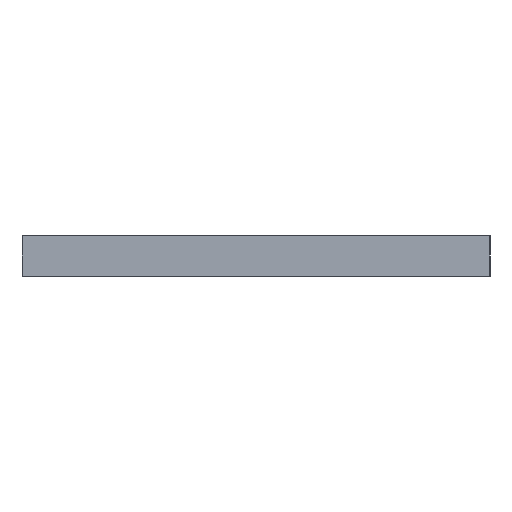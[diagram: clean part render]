
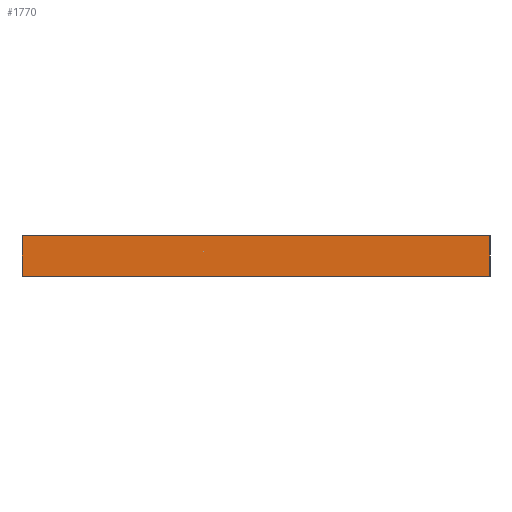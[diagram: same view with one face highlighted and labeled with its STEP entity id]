
A CAD part, left-side view. The second image highlights one B-rep face of the part: STEP entity #1770.
In plain terms, the highlighted planar face has unit normal (-1, 0, 0).
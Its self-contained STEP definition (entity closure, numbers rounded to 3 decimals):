
#40=CARTESIAN_POINT('Vertex',(79.,0.,6.)) ;
#56=CARTESIAN_POINT('Vertex',(79.,0.,0.)) ;
#59=CARTESIAN_POINT('Line Origine',(79.,0.,3.)) ;
#1727=CARTESIAN_POINT('Vertex',(79.,-70.,6.)) ;
#1730=CARTESIAN_POINT('Line Origine',(79.,-70.,3.)) ;
#1734=CARTESIAN_POINT('Vertex',(79.,-70.,0.)) ;
#1749=CARTESIAN_POINT('Axis2P3D Location',(79.,-70.,0.)) ;
#1754=CARTESIAN_POINT('Line Origine',(79.,-35.,6.)) ;
#1759=CARTESIAN_POINT('Line Origine',(79.,-35.,0.)) ;
#61=VECTOR('Line Direction',#60,1.) ;
#1732=VECTOR('Line Direction',#1731,1.) ;
#1756=VECTOR('Line Direction',#1755,1.) ;
#1761=VECTOR('Line Direction',#1760,1.) ;
#60=DIRECTION('Vector Direction',(0.,0.,1.)) ;
#1731=DIRECTION('Vector Direction',(0.,0.,1.)) ;
#1750=DIRECTION('Axis2P3D Direction',(1.,0.,0.)) ;
#1751=DIRECTION('Axis2P3D XDirection',(0.,1.,0.)) ;
#1755=DIRECTION('Vector Direction',(0.,1.,0.)) ;
#1760=DIRECTION('Vector Direction',(0.,1.,0.)) ;
#1752=AXIS2_PLACEMENT_3D('Plane Axis2P3D',#1749,#1750,#1751) ;
#62=LINE('Line',#59,#61) ;
#1733=LINE('Line',#1730,#1732) ;
#1757=LINE('Line',#1754,#1756) ;
#1762=LINE('Line',#1759,#1761) ;
#1753=PLANE('',#1752) ;
#63=EDGE_CURVE('',#57,#41,#62,.T.) ;
#1736=EDGE_CURVE('',#1735,#1728,#1733,.T.) ;
#1758=EDGE_CURVE('',#1728,#41,#1757,.T.) ;
#1763=EDGE_CURVE('',#1735,#57,#1762,.T.) ;
#1765=ORIENTED_EDGE('',*,*,#1758,.T.) ;
#1766=ORIENTED_EDGE('',*,*,#63,.F.) ;
#1767=ORIENTED_EDGE('',*,*,#1763,.F.) ;
#1768=ORIENTED_EDGE('',*,*,#1736,.T.) ;
#1764=EDGE_LOOP('',(#1765,#1766,#1767,#1768)) ;
#41=VERTEX_POINT('',#40) ;
#57=VERTEX_POINT('',#56) ;
#1728=VERTEX_POINT('',#1727) ;
#1735=VERTEX_POINT('',#1734) ;
#1770=ADVANCED_FACE('PartBody',(#1769),#1753,.F.) ;
#1769=FACE_OUTER_BOUND('',#1764,.T.) ;
